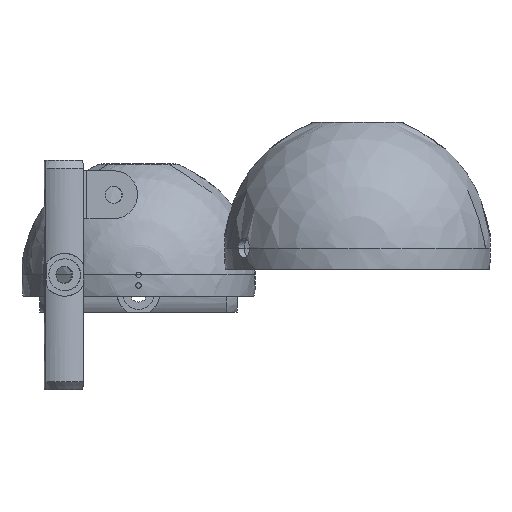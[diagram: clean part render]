
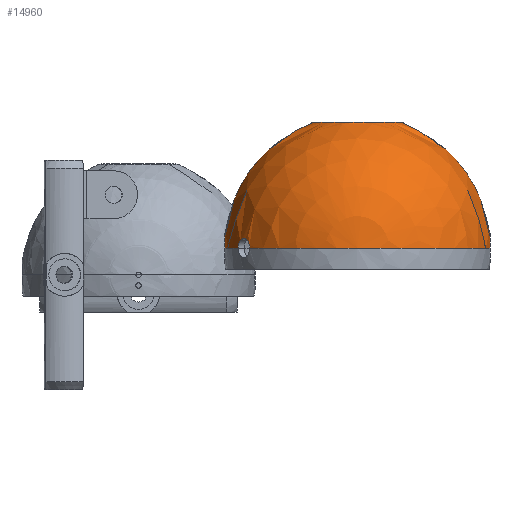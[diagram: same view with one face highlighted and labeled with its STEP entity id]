
A CAD part, front view. The second image highlights one B-rep face of the part: STEP entity #14960.
In plain terms, the highlighted spherical face has radius 25 mm.
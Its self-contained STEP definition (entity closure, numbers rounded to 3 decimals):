
#170=CARTESIAN_POINT('',(0.,0.,0.));
#180=DIRECTION('',(0.,1.,0.));
#190=DIRECTION('',(1.,0.,0.));
#200=AXIS2_PLACEMENT_3D('',#170,#180,#190);
#210=CIRCLE('',#200,25.);
#220=CARTESIAN_POINT('',(0.,0.,-25.));
#230=VERTEX_POINT('',#220);
#240=CARTESIAN_POINT('',(-24.848,0.,-2.75));
#250=VERTEX_POINT('',#240);
#260=EDGE_CURVE('',#230,#250,#210,.T.);
#280=CARTESIAN_POINT('',(-24.848,0.,0.));
#290=DIRECTION('',(1.,0.,0.));
#300=DIRECTION('',(0.,0.,-1.));
#310=AXIS2_PLACEMENT_3D('',#280,#290,#300);
#320=CIRCLE('',#310,2.75);
#330=CARTESIAN_POINT('',(-24.848,0.,2.75));
#340=VERTEX_POINT('',#330);
#370=CARTESIAN_POINT('',(-22.326,0.,11.25));
#380=VERTEX_POINT('',#370);
#390=EDGE_CURVE('',#340,#380,#210,.T.);
#570=CARTESIAN_POINT('',(-20.185,0.,14.75));
#580=VERTEX_POINT('',#570);
#610=CARTESIAN_POINT('',(0.,0.,25.));
#620=VERTEX_POINT('',#610);
#630=EDGE_CURVE('',#580,#620,#210,.T.);
#650=CARTESIAN_POINT('',(24.848,0.,2.75));
#660=VERTEX_POINT('',#650);
#670=EDGE_CURVE('',#620,#660,#210,.T.);
#690=CARTESIAN_POINT('',(24.848,0.,0.));
#700=DIRECTION('',(-1.,0.,0.));
#710=DIRECTION('',(0.,1.,0.));
#720=AXIS2_PLACEMENT_3D('',#690,#700,#710);
#730=CIRCLE('',#720,2.75);
#740=CARTESIAN_POINT('',(24.848,0.,-2.75));
#750=VERTEX_POINT('',#740);
#780=EDGE_CURVE('',#750,#230,#210,.T.);
#1290=CARTESIAN_POINT('',(0.,23.557,0.));
#1300=DIRECTION('',(0.,-1.,0.));
#1310=DIRECTION('',(-1.,0.,0.));
#1320=AXIS2_PLACEMENT_3D('',#1290,#1300,#1310);
#1330=CIRCLE('',#1320,8.371);
#1340=CARTESIAN_POINT('',(-8.371,23.557,
0.));
#1350=VERTEX_POINT('',#1340);
#1360=CARTESIAN_POINT('',(0.,23.557,
-8.371));
#1370=VERTEX_POINT('',#1360);
#1380=EDGE_CURVE('',#1350,#1370,#1330,.T.);
#1610=CARTESIAN_POINT('',(0.,23.557,8.371));
#1620=VERTEX_POINT('',#1610);
#1650=EDGE_CURVE('',#1620,#1350,#1330,.T.);
#3100=CARTESIAN_POINT('',(24.848,2.75,0.));
#3110=VERTEX_POINT('',#3100);
#3120=EDGE_CURVE('',#3110,#750,#730,.T.);
#3370=EDGE_CURVE('',#660,#3110,#730,.T.);
#4440=EDGE_CURVE('',#250,#340,#320,.T.);
#13780=EDGE_CURVE('',#1370,#1620,#1330,.T.);
#14140=CARTESIAN_POINT('',(-20.185,0.,14.75)
);
#14150=CARTESIAN_POINT('',(-20.185,0.136,14.75));
#14160=CARTESIAN_POINT('',(-20.206,0.414,
14.718));
#14170=CARTESIAN_POINT('',(-20.302,0.817,
14.568));
#14180=CARTESIAN_POINT('',(-20.466,1.189,
14.312));
#14190=CARTESIAN_POINT('',(-20.697,1.499,
13.946));
#14200=CARTESIAN_POINT('',(-20.976,1.702,
13.499));
#14210=CARTESIAN_POINT('',(-21.282,1.774,
13.003));
#14220=CARTESIAN_POINT('',(-21.582,1.703,
12.506));
#14230=CARTESIAN_POINT('',(-21.849,1.502,
12.06));
#14240=CARTESIAN_POINT('',(-22.063,1.2,
11.698));
#14250=CARTESIAN_POINT('',(-22.216,0.828,
11.438));
#14260=CARTESIAN_POINT('',(-22.306,0.422,
11.284));
#14270=CARTESIAN_POINT('',(-22.326,0.139,11.25));
#14280=CARTESIAN_POINT('',(-22.326,0.,11.25));
#14290=B_SPLINE_CURVE_WITH_KNOTS('',3,(#14140,#14150,#14160,#14170,
#14180,#14190,#14200,#14210,#14220,#14230,#14240,#14250,#14260,#14270,
#14280),.UNSPECIFIED.,.F.,.F.,(4,1,1,1,1,1,1,1,1,1,1,1,4),(0.,
0.083,0.167,0.25,0.333,
0.417,0.5,0.583,0.667,0.75,
0.833,0.917,1.),.UNSPECIFIED.);
#14300=EDGE_CURVE('',#580,#380,#14290,.T.);
#14750=CARTESIAN_POINT('',(0.,0.,0.));
#14760=DIRECTION('',(0.,0.,1.));
#14770=DIRECTION('',(1.,0.,0.));
#14780=AXIS2_PLACEMENT_3D('',#14750,#14760,#14770);
#14790=SPHERICAL_SURFACE('',#14780,25.);
#14800=ORIENTED_EDGE('',*,*,#390,.T.);
#14810=ORIENTED_EDGE('',*,*,#4440,.T.);
#14820=ORIENTED_EDGE('',*,*,#260,.T.);
#14830=ORIENTED_EDGE('',*,*,#780,.T.);
#14840=ORIENTED_EDGE('',*,*,#3120,.T.);
#14850=ORIENTED_EDGE('',*,*,#3370,.T.);
#14860=ORIENTED_EDGE('',*,*,#670,.T.);
#14870=ORIENTED_EDGE('',*,*,#630,.T.);
#14880=ORIENTED_EDGE('',*,*,#14300,.F.);
#14890=EDGE_LOOP('',(#14880,#14870,#14860,#14850,#14840,#14830,#14820,
#14810,#14800));
#14900=FACE_OUTER_BOUND('',#14890,.T.);
#14910=ORIENTED_EDGE('',*,*,#13780,.T.);
#14920=ORIENTED_EDGE('',*,*,#1380,.T.);
#14930=ORIENTED_EDGE('',*,*,#1650,.T.);
#14940=EDGE_LOOP('',(#14930,#14920,#14910));
#14950=FACE_BOUND('',#14940,.T.);
#14960=ADVANCED_FACE('',(#14900,#14950),#14790,.T.);
